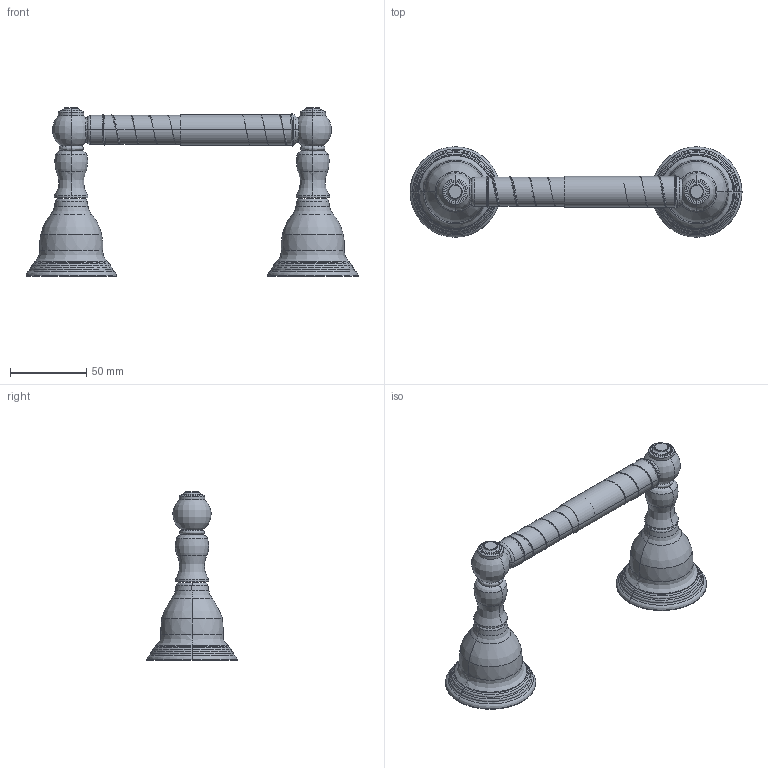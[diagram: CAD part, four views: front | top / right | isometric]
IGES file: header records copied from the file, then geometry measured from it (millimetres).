
Start section:  PTC IGES file: 12-28.igs
Global section: file name: 12-28.igs; native system: Pro/ENGINEER by Parametric Technology Corporation; preprocessor: 2009300; author: project; organization: Unknown; date: 20100813.145601; units: inch
Bounding box: 218.19 x 59.44 x 110.85 mm (x, y, z)
Surface area: 43824.6 mm2 (no closed solid volume)
Topology: 0 solids, 0 shells, 149 faces, 566 edges, 566 vertices
Faces by surface type: revolution 120, bspline 29
